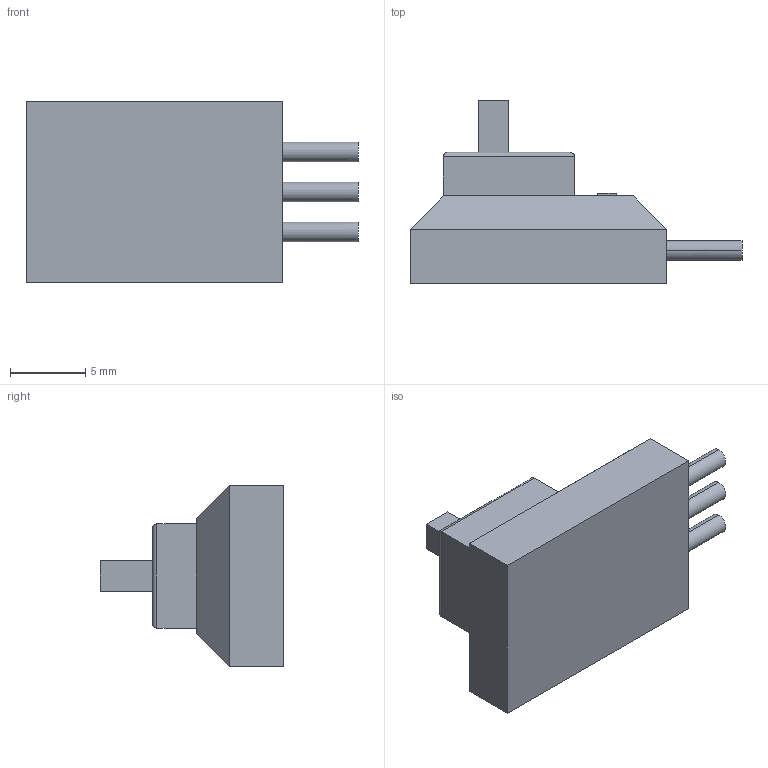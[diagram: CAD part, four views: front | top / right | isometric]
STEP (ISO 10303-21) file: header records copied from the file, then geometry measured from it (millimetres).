
FILE_DESCRIPTION (( 'STEP AP214' ), '1' );
FILE_NAME ('Hobby King X-Car 60A Brushless Car ESC - Schalter.STEP', '2014-06-05T09:50:20', ( '' ), ( '' ), 'SwSTEP 2.0', 'SolidWorks 2013', '' );
FILE_SCHEMA (( 'AUTOMOTIVE_DESIGN' ));
Length unit declared in the file: millimetre
Products named in the file (1): Hobby King X-Car 60A Brushless Car ESC - Schalter
Bounding box: 22 x 12.15 x 12 mm (x, y, z)
Volume: 1078 mm3; surface area: 2117.5 mm2
Topology: 7 solids, 7 shells, 101 faces, 235 edges, 147 vertices
Faces by surface type: plane 81, cylinder 20
Entity records: 3332 total; most frequent: CARTESIAN_POINT 505, DIRECTION 476, ORIENTED_EDGE 470, EDGE_CURVE 235, LINE 184, VECTOR 184, VERTEX_POINT 147, AXIS2_PLACEMENT_3D 146
